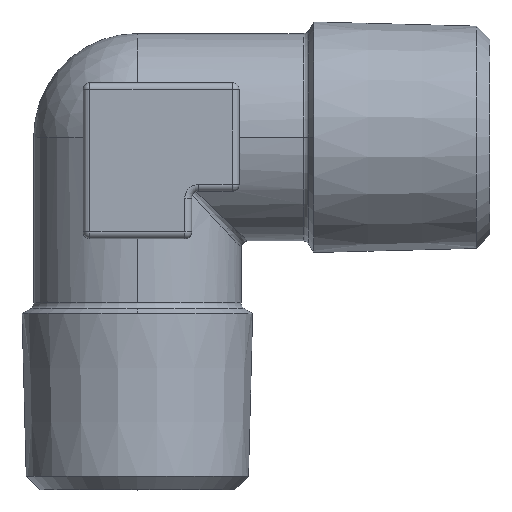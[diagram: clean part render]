
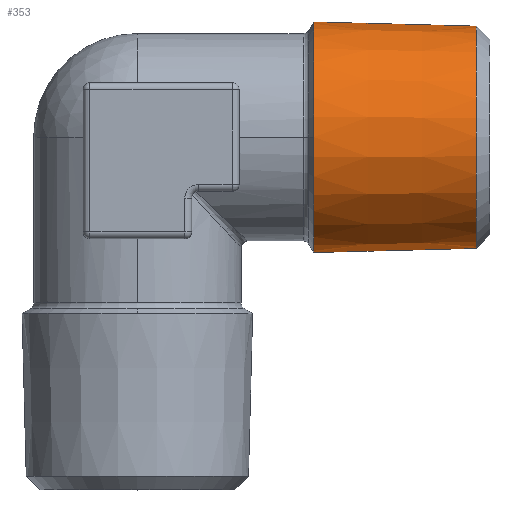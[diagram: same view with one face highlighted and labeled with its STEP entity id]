
A CAD part, top view. The second image highlights one B-rep face of the part: STEP entity #353.
In plain terms, the highlighted conical face has half-angle 1.47 degrees and reference radius 8.5 mm.
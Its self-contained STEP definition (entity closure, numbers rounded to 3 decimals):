
#233 = ORIENTED_EDGE ( 'NONE', *, *, #234, .T. ) ;
#234 = EDGE_CURVE ( 'NONE', #343, #235, #1177, .T. ) ;
#235 = VERTEX_POINT ( 'NONE', #1173 ) ;
#236 = ORIENTED_EDGE ( 'NONE', *, *, #237, .F. ) ;
#237 = EDGE_CURVE ( 'NONE', #238, #235, #1017, .T. ) ;
#238 = VERTEX_POINT ( 'NONE', #1344 ) ;
#239 = ORIENTED_EDGE ( 'NONE', *, *, #240, .F. ) ;
#240 = EDGE_CURVE ( 'NONE', #241, #238, #1330, .T. ) ;
#241 = VERTEX_POINT ( 'NONE', #1340 ) ;
#242 = ORIENTED_EDGE ( 'NONE', *, *, #320, .F. ) ;
#320 = EDGE_CURVE ( 'NONE', #350, #241, #1456, .T. ) ;
#343 = VERTEX_POINT ( 'NONE', #1507 ) ;
#349 = EDGE_CURVE ( 'NONE', #343, #350, #1616, .T. ) ;
#350 = VERTEX_POINT ( 'NONE', #1685 ) ;
#353 = ADVANCED_FACE ( 'NONE', ( #1526 ), #1553, .T. ) ;
#354 = EDGE_LOOP ( 'NONE', ( #355, #233, #236, #239, #242 ) ) ;
#355 = ORIENTED_EDGE ( 'NONE', *, *, #349, .F. ) ;
#1017 = CIRCLE ( 'NONE', #1062, 8.5 ) ;
#1062 = AXIS2_PLACEMENT_3D ( 'NONE', #1068, #1067, #1109 ) ;
#1067 = DIRECTION ( 'NONE',  ( -1., 0., 0. ) ) ;
#1068 = CARTESIAN_POINT ( 'NONE',  ( 13.014, 0., 0. ) ) ;
#1109 = DIRECTION ( 'NONE',  ( 0., -1., 0. ) ) ;
#1173 = CARTESIAN_POINT ( 'NONE',  ( 13.014, 8.5, 0. ) ) ;
#1174 = DIRECTION ( 'NONE',  ( -1., 0.026, 0. ) ) ;
#1175 = VECTOR ( 'NONE', #1174, 1000. ) ;
#1176 = CARTESIAN_POINT ( 'NONE',  ( 13., 8.5, 0. ) ) ;
#1177 = LINE ( 'NONE', #1176, #1175 ) ;
#1330 = CIRCLE ( 'NONE', #1331, 8.5 ) ;
#1331 = AXIS2_PLACEMENT_3D ( 'NONE', #1343, #1342, #1341 ) ;
#1340 = CARTESIAN_POINT ( 'NONE',  ( 13.014, -8.5, 0. ) ) ;
#1341 = DIRECTION ( 'NONE',  ( 0., -1., 0. ) ) ;
#1342 = DIRECTION ( 'NONE',  ( -1., 0., 0. ) ) ;
#1343 = CARTESIAN_POINT ( 'NONE',  ( 13.014, 0., 0. ) ) ;
#1344 = CARTESIAN_POINT ( 'NONE',  ( 13.014, 0., 8.5 ) ) ;
#1453 = DIRECTION ( 'NONE',  ( -1., -0.026, 0. ) ) ;
#1454 = VECTOR ( 'NONE', #1453, 1000. ) ;
#1455 = CARTESIAN_POINT ( 'NONE',  ( 13., -8.5, 0. ) ) ;
#1456 = LINE ( 'NONE', #1455, #1454 ) ;
#1507 = CARTESIAN_POINT ( 'NONE',  ( 25., 8.192, 0. ) ) ;
#1526 = FACE_OUTER_BOUND ( 'NONE', #354, .T. ) ;
#1538 = AXIS2_PLACEMENT_3D ( 'NONE', #1738, #1737, #1733 ) ;
#1553 = CONICAL_SURFACE ( 'NONE', #1732, 8.5, 0.026 ) ;
#1616 = CIRCLE ( 'NONE', #1538, 8.192 ) ;
#1685 = CARTESIAN_POINT ( 'NONE',  ( 25., -8.192, 0. ) ) ;
#1731 = CARTESIAN_POINT ( 'NONE',  ( 13., 0., 0. ) ) ;
#1732 = AXIS2_PLACEMENT_3D ( 'NONE', #1731, #1736, #1735 ) ;
#1733 = DIRECTION ( 'NONE',  ( 0., 1., 0. ) ) ;
#1735 = DIRECTION ( 'NONE',  ( 0., -1., 0. ) ) ;
#1736 = DIRECTION ( 'NONE',  ( -1., 0., 0. ) ) ;
#1737 = DIRECTION ( 'NONE',  ( 1., 0., 0. ) ) ;
#1738 = CARTESIAN_POINT ( 'NONE',  ( 25., 0., 0. ) ) ;
